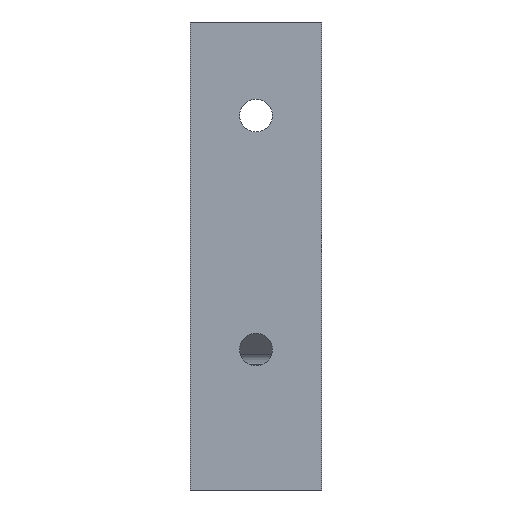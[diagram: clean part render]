
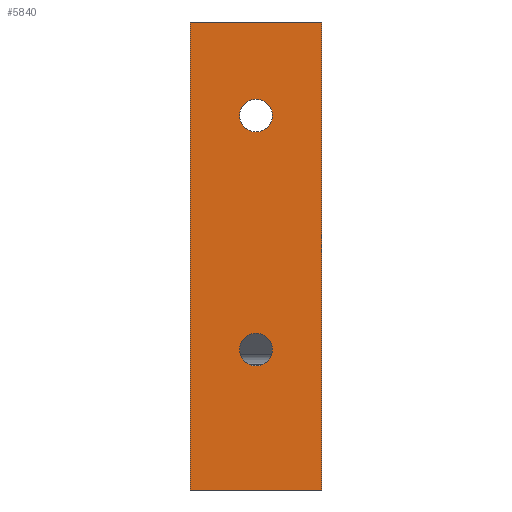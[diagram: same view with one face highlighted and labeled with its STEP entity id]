
A CAD part, front view. The second image highlights one B-rep face of the part: STEP entity #5840.
In plain terms, the highlighted face is planar.
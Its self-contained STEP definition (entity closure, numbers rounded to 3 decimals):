
#2410=CARTESIAN_POINT('',(-14.,0.,0.));
#2420=DIRECTION('',(0.,0.,-1.));
#2430=VECTOR('',#2420,1.);
#2440=LINE('',#2410,#2430);
#2450=CARTESIAN_POINT('',(-14.,0.,10.));
#2460=VERTEX_POINT('',#2450);
#2470=CARTESIAN_POINT('',(-14.,0.,-90.));
#2480=VERTEX_POINT('',#2470);
#2490=EDGE_CURVE('',#2460,#2480,#2440,.T.);
#4860=CARTESIAN_POINT('',(14.,0.,-90.));
#4870=VERTEX_POINT('',#4860);
#4900=CARTESIAN_POINT('',(0.,0.,-90.));
#4910=DIRECTION('',(-1.,0.,0.));
#4920=VECTOR('',#4910,1.);
#4930=LINE('',#4900,#4920);
#4940=EDGE_CURVE('',#4870,#2480,#4930,.T.);
#5310=CARTESIAN_POINT('',(81.,0.,18.));
#5320=DIRECTION('',(0.,1.,0.));
#5330=DIRECTION('',(0.,0.,-1.));
#5340=AXIS2_PLACEMENT_3D('',#5310,#5320,#5330);
#5350=PLANE('',#5340);
#5360=CARTESIAN_POINT('',(0.,0.,-60.));
#5370=DIRECTION('',(0.,-1.,0.));
#5380=DIRECTION('',(1.,0.,0.));
#5390=AXIS2_PLACEMENT_3D('',#5360,#5370,#5380);
#5400=CIRCLE('',#5390,3.5);
#5410=CARTESIAN_POINT('',(3.5,0.,-60.));
#5420=VERTEX_POINT('',#5410);
#5430=CARTESIAN_POINT('',(-3.5,0.,-60.));
#5440=VERTEX_POINT('',#5430);
#5450=EDGE_CURVE('',#5420,#5440,#5400,.T.);
#5460=ORIENTED_EDGE('',*,*,#5450,.T.);
#5470=EDGE_CURVE('',#5440,#5420,#5400,.T.);
#5480=ORIENTED_EDGE('',*,*,#5470,.T.);
#5490=EDGE_LOOP('',(#5480,#5460));
#5500=FACE_BOUND('',#5490,.T.);
#5510=CARTESIAN_POINT('',(0.,0.,-10.));
#5520=DIRECTION('',(0.,-1.,0.));
#5530=DIRECTION('',(1.,0.,0.));
#5540=AXIS2_PLACEMENT_3D('',#5510,#5520,#5530);
#5550=CIRCLE('',#5540,3.5);
#5560=CARTESIAN_POINT('',(3.5,0.,-10.));
#5570=VERTEX_POINT('',#5560);
#5580=CARTESIAN_POINT('',(-3.5,0.,-10.));
#5590=VERTEX_POINT('',#5580);
#5600=EDGE_CURVE('',#5570,#5590,#5550,.T.);
#5610=ORIENTED_EDGE('',*,*,#5600,.T.);
#5620=EDGE_CURVE('',#5590,#5570,#5550,.T.);
#5630=ORIENTED_EDGE('',*,*,#5620,.T.);
#5640=EDGE_LOOP('',(#5630,#5610));
#5650=FACE_BOUND('',#5640,.T.);
#5660=ORIENTED_EDGE('',*,*,#4940,.T.);
#5670=CARTESIAN_POINT('',(14.,0.,0.));
#5680=DIRECTION('',(0.,0.,-1.));
#5690=VECTOR('',#5680,1.);
#5700=LINE('',#5670,#5690);
#5710=CARTESIAN_POINT('',(14.,0.,10.));
#5720=VERTEX_POINT('',#5710);
#5730=EDGE_CURVE('',#5720,#4870,#5700,.T.);
#5740=ORIENTED_EDGE('',*,*,#5730,.T.);
#5750=CARTESIAN_POINT('',(81.,0.,10.));
#5760=DIRECTION('',(1.,0.,0.));
#5770=VECTOR('',#5760,1.);
#5780=LINE('',#5750,#5770);
#5790=EDGE_CURVE('',#2460,#5720,#5780,.T.);
#5800=ORIENTED_EDGE('',*,*,#5790,.T.);
#5810=ORIENTED_EDGE('',*,*,#2490,.F.);
#5820=EDGE_LOOP('',(#5810,#5800,#5740,#5660));
#5830=FACE_OUTER_BOUND('',#5820,.T.);
#5840=ADVANCED_FACE('',(#5500,#5650,#5830),#5350,.T.);
